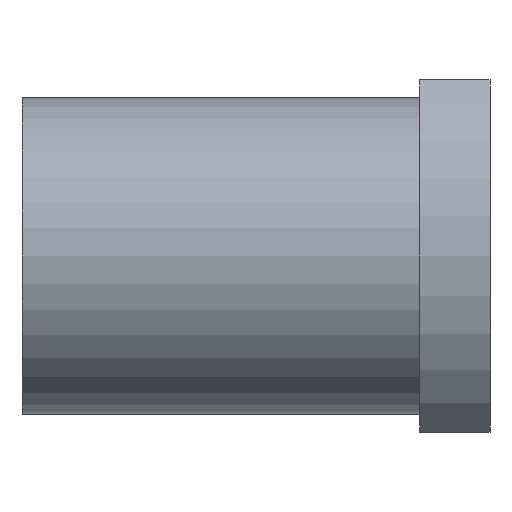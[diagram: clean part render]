
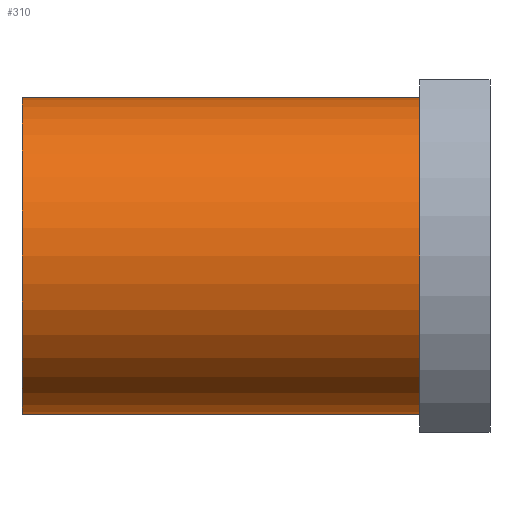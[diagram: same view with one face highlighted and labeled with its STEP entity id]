
A CAD part, front view. The second image highlights one B-rep face of the part: STEP entity #310.
In plain terms, the highlighted cylindrical face has radius 31.5 mm (diameter 63 mm), a full revolution.
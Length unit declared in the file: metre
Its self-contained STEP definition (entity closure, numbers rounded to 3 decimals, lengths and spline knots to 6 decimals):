
#75=ORIENTED_EDGE('',*,*,#133,.T.);
#76=ORIENTED_EDGE('',*,*,#136,.F.);
#133=EDGE_CURVE('',#165,#165,#189,.T.);
#136=EDGE_CURVE('',#166,#166,#190,.T.);
#165=VERTEX_POINT('',#556);
#166=VERTEX_POINT('',#561);
#189=CIRCLE('',#362,0.0315);
#190=CIRCLE('',#364,0.0315);
#219=EDGE_LOOP('',(#75));
#220=EDGE_LOOP('',(#76));
#269=FACE_BOUND('',#219,.T.);
#270=FACE_BOUND('',#220,.T.);
#294=CYLINDRICAL_SURFACE('',#365,0.0315);
#310=ADVANCED_FACE('',(#269,#270),#294,.T.);
#362=AXIS2_PLACEMENT_3D('',#555,#439,#440);
#364=AXIS2_PLACEMENT_3D('',#560,#445,#446);
#365=AXIS2_PLACEMENT_3D('',#562,#447,#448);
#439=DIRECTION('',(-1.,0.,0.));
#440=DIRECTION('',(0.,1.,0.));
#445=DIRECTION('',(-1.,0.,0.));
#446=DIRECTION('',(0.,1.,0.));
#447=DIRECTION('',(-1.,0.,0.));
#448=DIRECTION('',(0.,1.,0.));
#555=CARTESIAN_POINT('',(0.0536,0.,0.));
#556=CARTESIAN_POINT('',(0.0536,0.0315,0.));
#560=CARTESIAN_POINT('',(-0.0254,0.,0.));
#561=CARTESIAN_POINT('',(-0.0254,0.0315,0.));
#562=CARTESIAN_POINT('',(0.052683,0.,0.));
